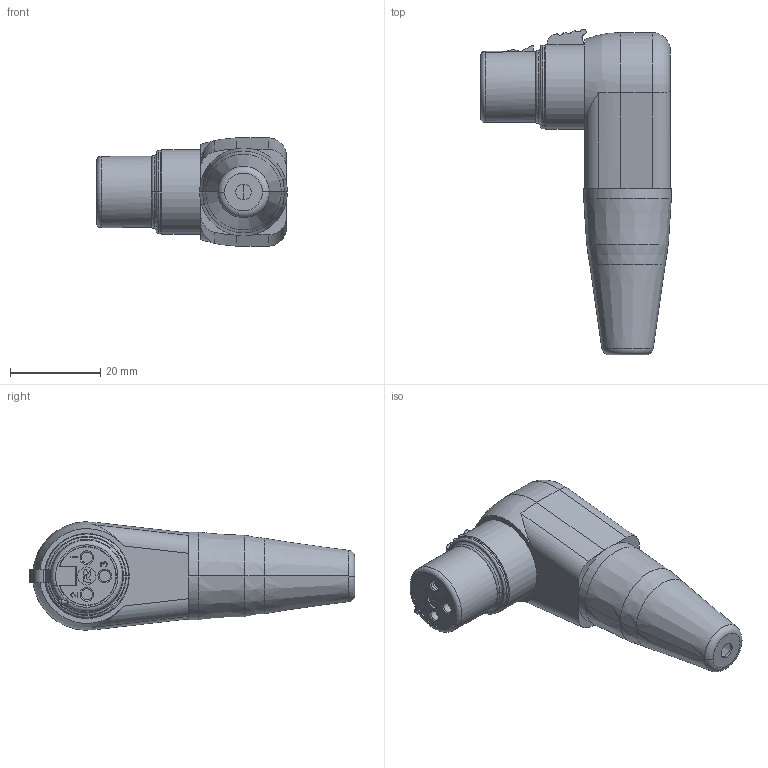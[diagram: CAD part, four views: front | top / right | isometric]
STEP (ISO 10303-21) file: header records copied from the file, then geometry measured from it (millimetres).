
FILE_DESCRIPTION((''),'2;1');
FILE_NAME('RC3FR','2021-04-26T',('xhp'),(''),'PRO/ENGINEER BY PARAMETRIC TECHNOLOGY CORPORATION, 2013040','PRO/ENGINEER BY PARAMETRIC TECHNOLOGY CORPORATION, 2013040','');
FILE_SCHEMA(('CONFIG_CONTROL_DESIGN'));
Length unit declared in the file: millimetre
Products named in the file (1): RC3FR
Bounding box: 42.2 x 72.03 x 23.96 mm (x, y, z)
Volume: 19650.6 mm3; surface area: 11596.5 mm2
Topology: 1 solids, 5 shells, 552 faces, 1566 edges, 1023 vertices
Faces by surface type: plane 280, cylinder 131, cone 72, torus 59, sphere 4, extrusion 3, bspline 3
Entity records: 18998 total; most frequent: CARTESIAN_POINT 4660, ORIENTED_EDGE 3132, DIRECTION 2859, EDGE_CURVE 1566, VERTEX_POINT 1023, AXIS2_PLACEMENT_3D 999, VECTOR 861, LINE 858
